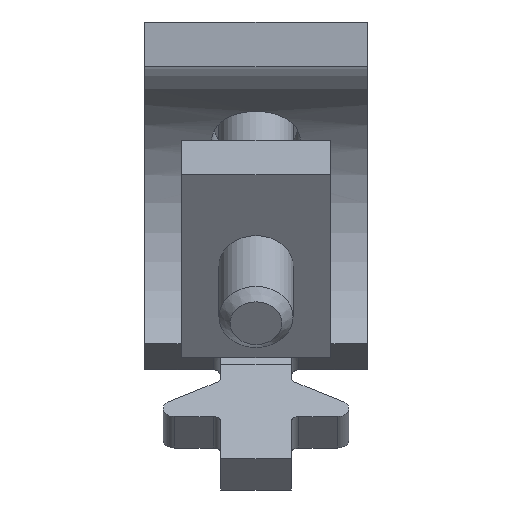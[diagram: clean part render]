
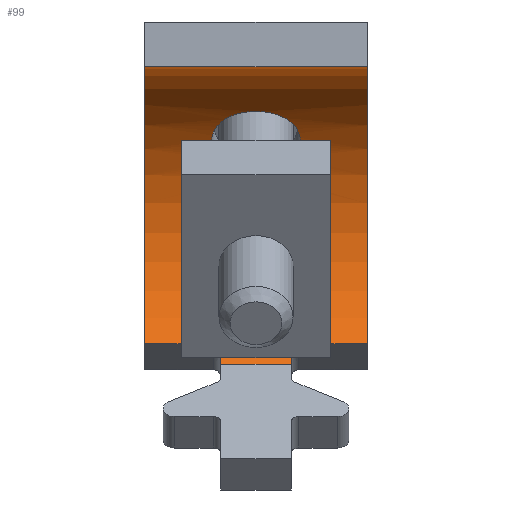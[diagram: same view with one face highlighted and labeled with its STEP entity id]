
A CAD part, left-side view. The second image highlights one B-rep face of the part: STEP entity #99.
In plain terms, the highlighted cylindrical face has radius 23.5 mm (diameter 47 mm), a partial arc.
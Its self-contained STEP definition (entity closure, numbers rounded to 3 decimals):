
#99=ADVANCED_FACE('',(#1441,#1443),#1445,.F.);
#1441=FACE_BOUND('',#1442,.T.);
#1442=EDGE_LOOP('',(#2645,#2646,#2647,#2648,#2649,#2650,#2651,#2652,#2653,#2654));
#1443=FACE_BOUND('',#1444,.T.);
#1444=EDGE_LOOP('',(#2655));
#1445=CYLINDRICAL_SURFACE('',#1446,23.5);
#1446=AXIS2_PLACEMENT_3D('',#1447,#1448,#1449);
#1447=CARTESIAN_POINT('',(3.,0.,-23.5));
#1448=DIRECTION('',(0.,1.,0.));
#1449=DIRECTION('',(0.,0.,1.));
#2645=ORIENTED_EDGE('',*,*,#3398,.T.);
#2646=ORIENTED_EDGE('',*,*,#3399,.F.);
#2647=ORIENTED_EDGE('',*,*,#3400,.F.);
#2648=ORIENTED_EDGE('',*,*,#3401,.F.);
#2649=ORIENTED_EDGE('',*,*,#3402,.F.);
#2650=ORIENTED_EDGE('',*,*,#3387,.F.);
#2651=ORIENTED_EDGE('',*,*,#3403,.F.);
#2652=ORIENTED_EDGE('',*,*,#3404,.F.);
#2653=ORIENTED_EDGE('',*,*,#3405,.F.);
#2654=ORIENTED_EDGE('',*,*,#3406,.F.);
#2655=ORIENTED_EDGE('',*,*,#3407,.T.);
#3387=EDGE_CURVE('',#3766,#3767,#3768,.T.);
#3398=EDGE_CURVE('',#3785,#3786,#3787,.T.);
#3399=EDGE_CURVE('',#3788,#3786,#3789,.T.);
#3400=EDGE_CURVE('',#3790,#3788,#3791,.T.);
#3401=EDGE_CURVE('',#3792,#3790,#3793,.T.);
#3402=EDGE_CURVE('',#3767,#3792,#3794,.T.);
#3403=EDGE_CURVE('',#3795,#3766,#3796,.T.);
#3404=EDGE_CURVE('',#3797,#3795,#3798,.T.);
#3405=EDGE_CURVE('',#3799,#3797,#3800,.T.);
#3406=EDGE_CURVE('',#3785,#3799,#3801,.T.);
#3407=EDGE_CURVE('',#3802,#3802,#3803,.T.);
#3766=VERTEX_POINT('',#4388);
#3767=VERTEX_POINT('',#4389);
#3768=LINE('',#4390,#4391);
#3785=VERTEX_POINT('',#4429);
#3786=VERTEX_POINT('',#4430);
#3787=LINE('',#4431,#4432);
#3788=VERTEX_POINT('',#4434);
#3789=CIRCLE('',#4435,23.5);
#3790=VERTEX_POINT('',#4439);
#3791=B_SPLINE_CURVE_WITH_KNOTS('',3,
(#4440,#4441,#4442,#4443,#4444,#4445,#4446,#4447,#4448,#4449,#4450,#4451),
.UNSPECIFIED.,.F.,.F.,
(4,1,1,1,1,1,1,1,1,4),
(0.,0.133,0.249,0.352,0.458,0.567,
0.674,0.778,0.887,1.),
.UNSPECIFIED.);
#3792=VERTEX_POINT('',#4452);
#3793=LINE('',#4453,#4454);
#3794=CIRCLE('',#4456,23.5);
#3795=VERTEX_POINT('',#4460);
#3796=CIRCLE('',#4461,23.5);
#3797=VERTEX_POINT('',#4465);
#3798=LINE('',#4466,#4467);
#3799=VERTEX_POINT('',#4469);
#3800=B_SPLINE_CURVE_WITH_KNOTS('',3,
(#4470,#4471,#4472,#4473,#4474,#4475,#4476,#4477,#4478,#4479,#4480,#4481),
.UNSPECIFIED.,.F.,.F.,
(4,1,1,1,1,1,1,1,1,4),
(0.,0.13,0.244,0.346,0.45,0.558,
0.666,0.772,0.884,1.),
.UNSPECIFIED.);
#3801=CIRCLE('',#4482,23.5);
#3802=VERTEX_POINT('',#4486);
#3803=B_SPLINE_CURVE_WITH_KNOTS('',3,
(#4487,#4488,#4489,#4490,#4491,#4492,#4493,#4494,#4495,#4496,#4497,#4498,#4499,#4500,
#4501,#4502,#4503,#4504,#4505,#4506,#4507,#4508,#4509,#4510,#4511,#4512,#4513,#4514,
#4515,#4516,#4517,#4518,#4519,#4520,#4521,#4522,#4523,#4524,#4525,#4526,#4527,#4528,
#4529,#4530,#4531,#4532,#4533,#4534,#4535,#4536,#4537),
.UNSPECIFIED.,.T.,.F.,
(4,1,1,1,1,1,1,1,1,1,1,1,1,1,1,1,1,1,1,1,1,1,1,1,1,1,1,1,1,1,1,1,1,1,1,1,1,1,1,1,
1,1,1,1,1,1,1,1,4),
(0.,0.021,0.042,0.064,0.085,0.107,
0.128,0.15,0.171,0.191,0.212,
0.232,0.253,0.273,0.293,0.314,
0.335,0.356,0.377,0.399,0.42,
0.442,0.463,0.484,0.506,0.527,
0.548,0.57,0.591,0.613,0.634,
0.656,0.677,0.698,0.718,0.739,
0.759,0.779,0.8,0.82,0.841,
0.862,0.884,0.905,0.927,0.948,
0.969,0.987,1.),
.UNSPECIFIED.);
#4388=CARTESIAN_POINT('',(3.,30.,0.));
#4389=CARTESIAN_POINT('',(3.,0.,0.));
#4390=CARTESIAN_POINT('',(3.,30.,0.));
#4391=VECTOR('',#4392,1.);
#4392=DIRECTION('',(0.,-1.,0.));
#4429=CARTESIAN_POINT('',(19.617,19.75,-40.117));
#4430=CARTESIAN_POINT('',(19.617,10.25,-40.117));
#4431=CARTESIAN_POINT('',(19.617,19.75,-40.117));
#4432=VECTOR('',#4433,1.);
#4433=DIRECTION('',(0.,-1.,0.));
#4434=CARTESIAN_POINT('',(21.44,10.25,-38.067));
#4435=AXIS2_PLACEMENT_3D('',#4436,#4437,#4438);
#4436=CARTESIAN_POINT('',(3.,10.25,-23.5));
#4437=DIRECTION('',(-0.,1.,0.));
#4438=DIRECTION('',(0.785,0.,-0.62));
#4439=CARTESIAN_POINT('',(21.989,9.25,-37.344));
#4440=CARTESIAN_POINT('',(21.989,9.25,-37.344));
#4441=CARTESIAN_POINT('',(21.989,9.32,-37.344));
#4442=CARTESIAN_POINT('',(21.982,9.45,-37.354));
#4443=CARTESIAN_POINT('',(21.952,9.627,-37.395));
#4444=CARTESIAN_POINT('',(21.911,9.779,-37.451));
#4445=CARTESIAN_POINT('',(21.857,9.913,-37.524));
#4446=CARTESIAN_POINT('',(21.791,10.03,-37.612));
#4447=CARTESIAN_POINT('',(21.715,10.125,-37.713));
#4448=CARTESIAN_POINT('',(21.631,10.195,-37.823));
#4449=CARTESIAN_POINT('',(21.539,10.24,-37.942));
#4450=CARTESIAN_POINT('',(21.474,10.25,-38.025));
#4451=CARTESIAN_POINT('',(21.44,10.25,-38.067));
#4452=CARTESIAN_POINT('',(21.989,0.,-37.344));
#4453=CARTESIAN_POINT('',(21.989,0.,-37.344));
#4454=VECTOR('',#4455,1.);
#4455=DIRECTION('',(0.,1.,0.));
#4456=AXIS2_PLACEMENT_3D('',#4457,#4458,#4459);
#4457=CARTESIAN_POINT('',(3.,0.,-23.5));
#4458=DIRECTION('',(0.,1.,0.));
#4459=DIRECTION('',(0.,0.,1.));
#4460=CARTESIAN_POINT('',(21.989,30.,-37.344));
#4461=AXIS2_PLACEMENT_3D('',#4462,#4463,#4464);
#4462=CARTESIAN_POINT('',(3.,30.,-23.5));
#4463=DIRECTION('',(0.,-1.,0.));
#4464=DIRECTION('',(0.808,0.,-0.589));
#4465=CARTESIAN_POINT('',(21.989,20.75,-37.344));
#4466=CARTESIAN_POINT('',(21.989,20.75,-37.344));
#4467=VECTOR('',#4468,1.);
#4468=DIRECTION('',(0.,1.,0.));
#4469=CARTESIAN_POINT('',(21.44,19.75,-38.067));
#4470=CARTESIAN_POINT('',(21.44,19.75,-38.067));
#4471=CARTESIAN_POINT('',(21.479,19.75,-38.019));
#4472=CARTESIAN_POINT('',(21.55,19.763,-37.927));
#4473=CARTESIAN_POINT('',(21.647,19.816,-37.802));
#4474=CARTESIAN_POINT('',(21.729,19.891,-37.694));
#4475=CARTESIAN_POINT('',(21.803,19.988,-37.597));
#4476=CARTESIAN_POINT('',(21.867,20.107,-37.511));
#4477=CARTESIAN_POINT('',(21.919,20.246,-37.44));
#4478=CARTESIAN_POINT('',(21.958,20.401,-37.387));
#4479=CARTESIAN_POINT('',(21.983,20.57,-37.352));
#4480=CARTESIAN_POINT('',(21.989,20.689,-37.344));
#4481=CARTESIAN_POINT('',(21.989,20.75,-37.344));
#4482=AXIS2_PLACEMENT_3D('',#4483,#4484,#4485);
#4483=CARTESIAN_POINT('',(3.,19.75,-23.5));
#4484=DIRECTION('',(-0.,-1.,0.));
#4485=DIRECTION('',(0.707,0.,-0.707));
#4486=CARTESIAN_POINT('',(24.877,15.,-14.917));
#4487=CARTESIAN_POINT('',(24.877,15.,-14.917));
#4488=CARTESIAN_POINT('',(24.877,15.266,-14.917));
#4489=CARTESIAN_POINT('',(24.865,15.799,-14.887));
#4490=CARTESIAN_POINT('',(24.811,16.588,-14.752));
#4491=CARTESIAN_POINT('',(24.721,17.353,-14.529));
#4492=CARTESIAN_POINT('',(24.592,18.079,-14.221));
#4493=CARTESIAN_POINT('',(24.423,18.748,-13.837));
#4494=CARTESIAN_POINT('',(24.215,19.346,-13.387));
#4495=CARTESIAN_POINT('',(23.97,19.86,-12.887));
#4496=CARTESIAN_POINT('',(23.688,20.284,-12.348));
#4497=CARTESIAN_POINT('',(23.374,20.613,-11.783));
#4498=CARTESIAN_POINT('',(23.03,20.846,-11.204));
#4499=CARTESIAN_POINT('',(22.66,20.98,-10.62));
#4500=CARTESIAN_POINT('',(22.269,21.015,-10.043));
#4501=CARTESIAN_POINT('',(21.863,20.953,-9.479));
#4502=CARTESIAN_POINT('',(21.447,20.793,-8.936));
#4503=CARTESIAN_POINT('',(21.028,20.535,-8.42));
#4504=CARTESIAN_POINT('',(20.613,20.182,-7.938));
#4505=CARTESIAN_POINT('',(20.213,19.734,-7.497));
#4506=CARTESIAN_POINT('',(19.838,19.197,-7.105));
#4507=CARTESIAN_POINT('',(19.502,18.579,-6.767));
#4508=CARTESIAN_POINT('',(19.216,17.894,-6.49));
#4509=CARTESIAN_POINT('',(18.99,17.156,-6.278));
#4510=CARTESIAN_POINT('',(18.83,16.382,-6.132));
#4511=CARTESIAN_POINT('',(18.742,15.588,-6.051));
#4512=CARTESIAN_POINT('',(18.725,14.786,-6.036));
#4513=CARTESIAN_POINT('',(18.78,13.988,-6.086));
#4514=CARTESIAN_POINT('',(18.906,13.206,-6.201));
#4515=CARTESIAN_POINT('',(19.1,12.453,-6.381));
#4516=CARTESIAN_POINT('',(19.358,11.742,-6.626));
#4517=CARTESIAN_POINT('',(19.672,11.089,-6.935));
#4518=CARTESIAN_POINT('',(20.032,10.509,-7.305));
#4519=CARTESIAN_POINT('',(20.425,10.013,-7.729));
#4520=CARTESIAN_POINT('',(20.84,9.612,-8.198));
#4521=CARTESIAN_POINT('',(21.263,9.308,-8.705));
#4522=CARTESIAN_POINT('',(21.685,9.104,-9.242));
#4523=CARTESIAN_POINT('',(22.098,8.999,-9.8));
#4524=CARTESIAN_POINT('',(22.496,8.993,-10.373));
#4525=CARTESIAN_POINT('',(22.874,9.085,-10.953));
#4526=CARTESIAN_POINT('',(23.228,9.274,-11.533));
#4527=CARTESIAN_POINT('',(23.555,9.56,-12.103));
#4528=CARTESIAN_POINT('',(23.85,9.942,-12.654));
#4529=CARTESIAN_POINT('',(24.112,10.417,-13.173));
#4530=CARTESIAN_POINT('',(24.336,10.979,-13.646));
#4531=CARTESIAN_POINT('',(24.522,11.619,-14.061));
#4532=CARTESIAN_POINT('',(24.669,12.321,-14.403));
#4533=CARTESIAN_POINT('',(24.776,13.07,-14.664));
#4534=CARTESIAN_POINT('',(24.841,13.802,-14.828));
#4535=CARTESIAN_POINT('',(24.871,14.448,-14.903));
#4536=CARTESIAN_POINT('',(24.877,14.833,-14.917));
#4537=CARTESIAN_POINT('',(24.877,15.,-14.917));
